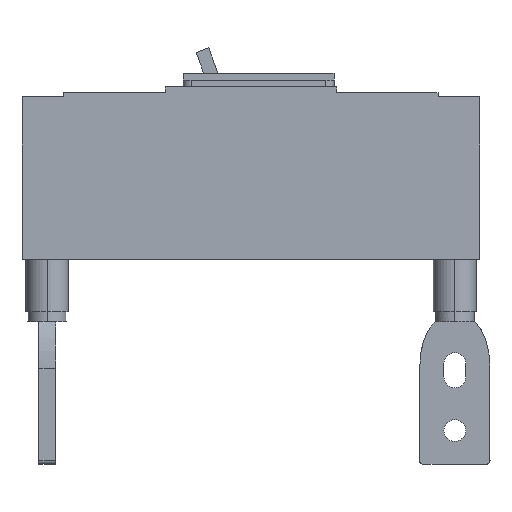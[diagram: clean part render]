
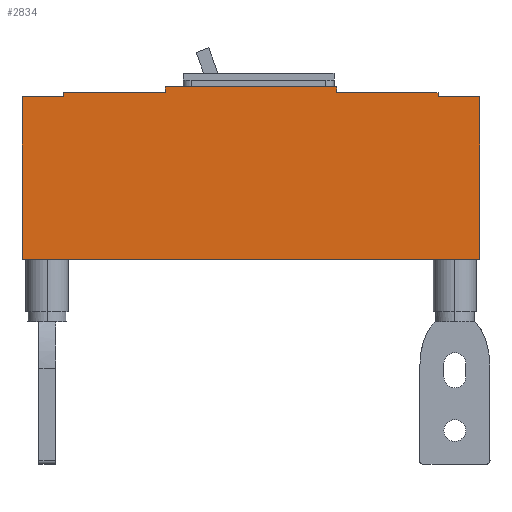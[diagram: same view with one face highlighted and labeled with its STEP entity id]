
A CAD part, left-side view. The second image highlights one B-rep face of the part: STEP entity #2834.
In plain terms, the highlighted planar face has unit normal (-1, 0, 0).
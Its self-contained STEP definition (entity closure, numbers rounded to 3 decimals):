
#108 = VERTEX_POINT ( 'NONE', #18160 ) ;
#240 = VERTEX_POINT ( 'NONE', #7311 ) ;
#624 = VECTOR ( 'NONE', #2966, 1000. ) ;
#690 = VECTOR ( 'NONE', #8388, 1000. ) ;
#992 = CARTESIAN_POINT ( 'NONE',  ( 0., 208.718, -7. ) ) ;
#1134 = DIRECTION ( 'NONE',  ( 0., 0., -1. ) ) ;
#1377 = CARTESIAN_POINT ( 'NONE',  ( 0., 248., -13. ) ) ;
#1382 = CARTESIAN_POINT ( 'NONE',  ( 0., 273., -13. ) ) ;
#1442 = EDGE_CURVE ( 'NONE', #16201, #15447, #14270, .T. ) ;
#1460 = CARTESIAN_POINT ( 'NONE',  ( 0., 186.275, -110. ) ) ;
#1469 = EDGE_CURVE ( 'NONE', #108, #240, #13350, .T. ) ;
#1574 = VERTEX_POINT ( 'NONE', #1382 ) ;
#1799 = VERTEX_POINT ( 'NONE', #15662 ) ;
#1828 = EDGE_CURVE ( 'NONE', #1574, #17594, #4817, .T. ) ;
#2141 = EDGE_CURVE ( 'NONE', #240, #1799, #9411, .T. ) ;
#2418 = EDGE_CURVE ( 'NONE', #15679, #8153, #18017, .T. ) ;
#2620 = ORIENTED_EDGE ( 'NONE', *, *, #14633, .F. ) ;
#2633 = VECTOR ( 'NONE', #14612, 1000. ) ;
#2667 = LINE ( 'NONE', #992, #9694 ) ;
#2834 = ADVANCED_FACE ( 'NONE', ( #15223 ), #9218, .F. ) ;
#2913 = CARTESIAN_POINT ( 'NONE',  ( 0., 25., 0. ) ) ;
#2966 = DIRECTION ( 'NONE',  ( 0., -1., 0. ) ) ;
#2968 = ORIENTED_EDGE ( 'NONE', *, *, #16408, .F. ) ;
#3572 = DIRECTION ( 'NONE',  ( 0., -1., 0. ) ) ;
#3898 = VECTOR ( 'NONE', #9013, 1000. ) ;
#4498 = LINE ( 'NONE', #13911, #690 ) ;
#4817 = LINE ( 'NONE', #14675, #624 ) ;
#6462 = CARTESIAN_POINT ( 'NONE',  ( 0., 85.5, -7. ) ) ;
#6694 = DIRECTION ( 'NONE',  ( 0., -1., 0. ) ) ;
#7311 = CARTESIAN_POINT ( 'NONE',  ( 0., 25., -13. ) ) ;
#8153 = VERTEX_POINT ( 'NONE', #9096 ) ;
#8388 = DIRECTION ( 'NONE',  ( 0., 0., -1. ) ) ;
#8431 = DIRECTION ( 'NONE',  ( 0., 0., -1. ) ) ;
#8468 = ORIENTED_EDGE ( 'NONE', *, *, #14925, .F. ) ;
#8560 = DIRECTION ( 'NONE',  ( 1., 0., 0. ) ) ;
#8573 = CARTESIAN_POINT ( 'NONE',  ( 0., 0., -110. ) ) ;
#8611 = CARTESIAN_POINT ( 'NONE',  ( 0., 208.718, 0. ) ) ;
#8908 = VECTOR ( 'NONE', #13309, 1000. ) ;
#8955 = CARTESIAN_POINT ( 'NONE',  ( 0., 187.5, -7. ) ) ;
#9013 = DIRECTION ( 'NONE',  ( 0., -1., 0. ) ) ;
#9041 = CARTESIAN_POINT ( 'NONE',  ( 0., 187.5, 0. ) ) ;
#9096 = CARTESIAN_POINT ( 'NONE',  ( 0., 187.5, -10.5 ) ) ;
#9218 = PLANE ( 'NONE',  #17537 ) ;
#9335 = LINE ( 'NONE', #11876, #8908 ) ;
#9339 = EDGE_CURVE ( 'NONE', #1574, #15447, #4498, .T. ) ;
#9411 = LINE ( 'NONE', #10140, #3898 ) ;
#9694 = VECTOR ( 'NONE', #6694, 1000. ) ;
#9753 = ORIENTED_EDGE ( 'NONE', *, *, #1469, .F. ) ;
#10019 = VERTEX_POINT ( 'NONE', #8955 ) ;
#10140 = CARTESIAN_POINT ( 'NONE',  ( 0., 208.718, -13. ) ) ;
#10247 = ORIENTED_EDGE ( 'NONE', *, *, #14315, .F. ) ;
#10283 = ORIENTED_EDGE ( 'NONE', *, *, #1442, .F. ) ;
#10437 = CARTESIAN_POINT ( 'NONE',  ( 0., 248., 0. ) ) ;
#10799 = VERTEX_POINT ( 'NONE', #6462 ) ;
#11191 = CARTESIAN_POINT ( 'NONE',  ( 0., 248., -10.5 ) ) ;
#11305 = DIRECTION ( 'NONE',  ( 0., 0., -1. ) ) ;
#11440 = ORIENTED_EDGE ( 'NONE', *, *, #14261, .F. ) ;
#11480 = VECTOR ( 'NONE', #1134, 1000. ) ;
#11653 = VECTOR ( 'NONE', #3572, 1000. ) ;
#11739 = CARTESIAN_POINT ( 'NONE',  ( 0., 273., -110. ) ) ;
#11820 = DIRECTION ( 'NONE',  ( 0., 0., 1. ) ) ;
#11876 = CARTESIAN_POINT ( 'NONE',  ( 0., 0., 0. ) ) ;
#11889 = VECTOR ( 'NONE', #12669, 1000. ) ;
#11907 = LINE ( 'NONE', #13744, #11480 ) ;
#12099 = VECTOR ( 'NONE', #11820, 1000. ) ;
#12541 = LINE ( 'NONE', #10437, #12099 ) ;
#12603 = VECTOR ( 'NONE', #17432, 1000. ) ;
#12669 = DIRECTION ( 'NONE',  ( 0., 1., 0. ) ) ;
#12832 = ORIENTED_EDGE ( 'NONE', *, *, #15134, .F. ) ;
#13053 = ORIENTED_EDGE ( 'NONE', *, *, #9339, .T. ) ;
#13309 = DIRECTION ( 'NONE',  ( 0., 0., -1. ) ) ;
#13350 = LINE ( 'NONE', #2913, #17446 ) ;
#13637 = VERTEX_POINT ( 'NONE', #17694 ) ;
#13642 = EDGE_LOOP ( 'NONE', ( #17235, #9753, #2968, #2620, #12832, #11440, #14142, #8468, #13973, #13053, #10283, #10247 ) ) ;
#13744 = CARTESIAN_POINT ( 'NONE',  ( 0., 85.5, 0. ) ) ;
#13911 = CARTESIAN_POINT ( 'NONE',  ( 0., 273., -13. ) ) ;
#13973 = ORIENTED_EDGE ( 'NONE', *, *, #1828, .F. ) ;
#14142 = ORIENTED_EDGE ( 'NONE', *, *, #2418, .F. ) ;
#14261 = EDGE_CURVE ( 'NONE', #8153, #10019, #16372, .T. ) ;
#14270 = LINE ( 'NONE', #1460, #11889 ) ;
#14315 = EDGE_CURVE ( 'NONE', #1799, #16201, #9335, .T. ) ;
#14506 = CARTESIAN_POINT ( 'NONE',  ( 0., 208.718, -10.5 ) ) ;
#14612 = DIRECTION ( 'NONE',  ( 0., -1., 0. ) ) ;
#14633 = EDGE_CURVE ( 'NONE', #10799, #13637, #11907, .T. ) ;
#14675 = CARTESIAN_POINT ( 'NONE',  ( 0., 208.718, -13. ) ) ;
#14925 = EDGE_CURVE ( 'NONE', #17594, #15679, #12541, .T. ) ;
#15134 = EDGE_CURVE ( 'NONE', #10019, #10799, #2667, .T. ) ;
#15223 = FACE_OUTER_BOUND ( 'NONE', #13642, .T. ) ;
#15396 = LINE ( 'NONE', #17562, #11653 ) ;
#15447 = VERTEX_POINT ( 'NONE', #11739 ) ;
#15662 = CARTESIAN_POINT ( 'NONE',  ( 0., 0., -13. ) ) ;
#15679 = VERTEX_POINT ( 'NONE', #11191 ) ;
#16201 = VERTEX_POINT ( 'NONE', #8573 ) ;
#16372 = LINE ( 'NONE', #9041, #12603 ) ;
#16408 = EDGE_CURVE ( 'NONE', #13637, #108, #15396, .T. ) ;
#17235 = ORIENTED_EDGE ( 'NONE', *, *, #2141, .F. ) ;
#17432 = DIRECTION ( 'NONE',  ( 0., 0., 1. ) ) ;
#17446 = VECTOR ( 'NONE', #11305, 1000. ) ;
#17537 = AXIS2_PLACEMENT_3D ( 'NONE', #8611, #8560, #8431 ) ;
#17562 = CARTESIAN_POINT ( 'NONE',  ( 0., 208.718, -10.5 ) ) ;
#17594 = VERTEX_POINT ( 'NONE', #1377 ) ;
#17694 = CARTESIAN_POINT ( 'NONE',  ( 0., 85.5, -10.5 ) ) ;
#18017 = LINE ( 'NONE', #14506, #2633 ) ;
#18160 = CARTESIAN_POINT ( 'NONE',  ( 0., 25., -10.5 ) ) ;
